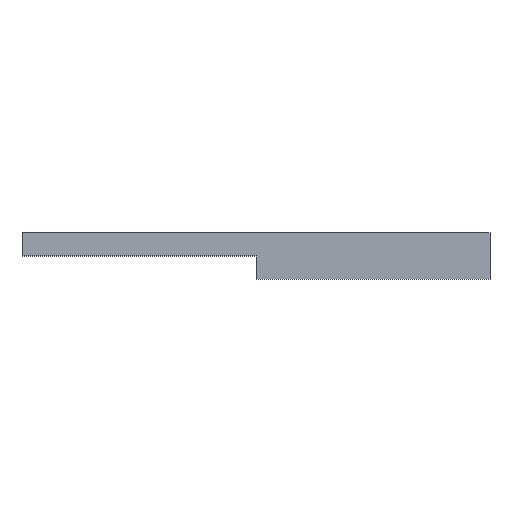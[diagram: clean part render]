
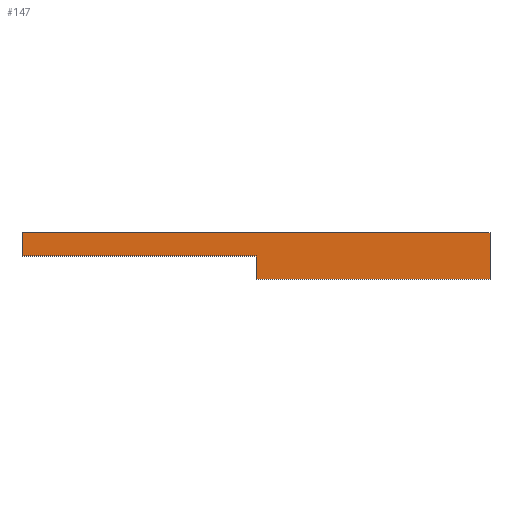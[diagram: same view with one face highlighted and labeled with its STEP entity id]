
A CAD part, top view. The second image highlights one B-rep face of the part: STEP entity #147.
In plain terms, the highlighted planar face has unit normal (0, 0, 1).
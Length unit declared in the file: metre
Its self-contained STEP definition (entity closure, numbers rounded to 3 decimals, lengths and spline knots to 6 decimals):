
#21=FACE_OUTER_BOUND('',#29,.T.);
#29=EDGE_LOOP('',(#121,#122,#123,#124,#125,#126));
#33=LINE('',#221,#51);
#36=LINE('',#227,#54);
#39=LINE('',#233,#57);
#42=LINE('',#239,#60);
#45=LINE('',#245,#63);
#48=LINE('',#249,#66);
#51=VECTOR('',#183,0.01);
#54=VECTOR('',#188,0.01);
#57=VECTOR('',#193,0.01);
#60=VECTOR('',#198,0.01);
#63=VECTOR('',#203,0.01);
#66=VECTOR('',#208,0.01);
#69=VERTEX_POINT('',#218);
#70=VERTEX_POINT('',#220);
#72=VERTEX_POINT('',#226);
#74=VERTEX_POINT('',#232);
#76=VERTEX_POINT('',#238);
#78=VERTEX_POINT('',#244);
#81=EDGE_CURVE('',#70,#69,#33,.T.);
#84=EDGE_CURVE('',#72,#70,#36,.T.);
#87=EDGE_CURVE('',#74,#72,#39,.T.);
#90=EDGE_CURVE('',#76,#74,#42,.T.);
#93=EDGE_CURVE('',#78,#76,#45,.T.);
#96=EDGE_CURVE('',#69,#78,#48,.T.);
#121=ORIENTED_EDGE('',*,*,#96,.T.);
#122=ORIENTED_EDGE('',*,*,#93,.T.);
#123=ORIENTED_EDGE('',*,*,#90,.T.);
#124=ORIENTED_EDGE('',*,*,#87,.T.);
#125=ORIENTED_EDGE('',*,*,#84,.T.);
#126=ORIENTED_EDGE('',*,*,#81,.T.);
#139=PLANE('',#175);
#147=ADVANCED_FACE('',(#21),#139,.T.);
#175=AXIS2_PLACEMENT_3D('',#250,#209,#210);
#183=DIRECTION('',(-1.,0.,0.));
#188=DIRECTION('',(0.,1.,0.));
#193=DIRECTION('',(1.,0.,0.));
#198=DIRECTION('',(0.,-1.,0.));
#203=DIRECTION('',(1.,0.,0.));
#208=DIRECTION('',(0.,-1.,0.));
#209=DIRECTION('center_axis',(0.,0.,1.));
#210=DIRECTION('ref_axis',(1.,0.,0.));
#218=CARTESIAN_POINT('',(0.,0.2,0.01));
#220=CARTESIAN_POINT('',(2.,0.2,0.01));
#221=CARTESIAN_POINT('',(2.,0.2,0.01));
#226=CARTESIAN_POINT('',(2.,0.,0.01));
#227=CARTESIAN_POINT('',(2.,0.,0.01));
#232=CARTESIAN_POINT('',(1.,0.,0.01));
#233=CARTESIAN_POINT('',(0.,0.,0.01));
#238=CARTESIAN_POINT('',(1.,0.1,0.01));
#239=CARTESIAN_POINT('',(1.,0.1,0.01));
#244=CARTESIAN_POINT('',(0.,0.1,0.01));
#245=CARTESIAN_POINT('',(0.,0.1,0.01));
#249=CARTESIAN_POINT('',(0.,0.2,0.01));
#250=CARTESIAN_POINT('Origin',(1.,0.1,0.01));
